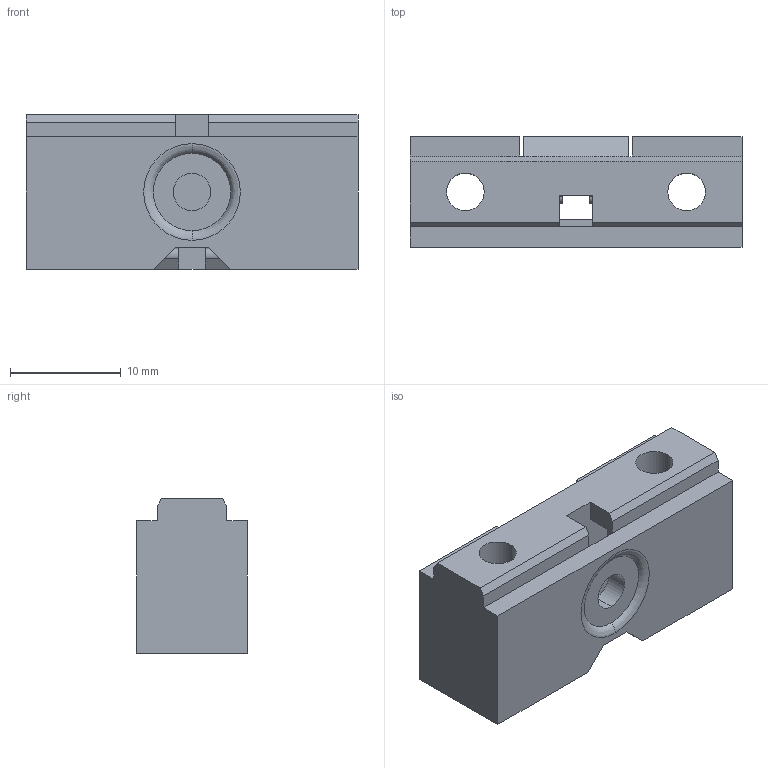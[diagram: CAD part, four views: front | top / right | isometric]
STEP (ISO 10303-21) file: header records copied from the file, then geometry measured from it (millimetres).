
FILE_DESCRIPTION (( 'STEP AP214' ), '1' );
FILE_NAME ('43mm wheel bracket (3D).STEP', '2022-02-11T13:14:53', ( '' ), ( '' ), 'SwSTEP 2.0', 'SolidWorks 2016', '' );
FILE_SCHEMA (( 'AUTOMOTIVE_DESIGN' ));
Length unit declared in the file: millimetre
Products named in the file (2): 43mm wheel bracket (3D)
Bounding box: 30 x 10 x 14 mm (x, y, z)
Volume: 3170.6 mm3; surface area: 2462.9 mm2
Topology: 1 solids, 1 shells, 72 faces, 200 edges, 130 vertices
Faces by surface type: plane 57, cylinder 13, torus 2
Entity records: 2337 total; most frequent: CARTESIAN_POINT 422, ORIENTED_EDGE 400, DIRECTION 370, EDGE_CURVE 200, VECTOR 166, LINE 166, VERTEX_POINT 130, AXIS2_PLACEMENT_3D 102
